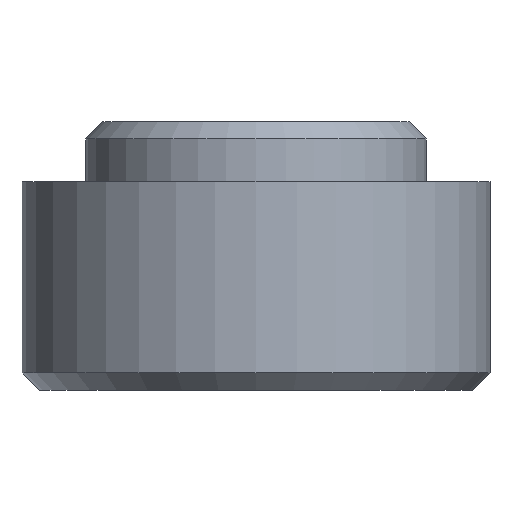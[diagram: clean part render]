
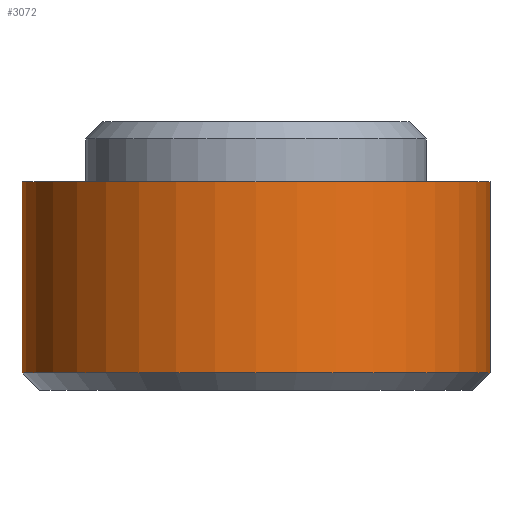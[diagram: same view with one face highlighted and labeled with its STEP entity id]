
A CAD part, left-side view. The second image highlights one B-rep face of the part: STEP entity #3072.
In plain terms, the highlighted cylindrical face has radius 2.75 mm (diameter 5.5 mm), a partial arc.
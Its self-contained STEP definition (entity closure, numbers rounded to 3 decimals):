
#3027 = VERTEX_POINT('',#3028);
#3028 = CARTESIAN_POINT('',(0.,2.75,-2.25));
#3035 = VERTEX_POINT('',#3036);
#3036 = CARTESIAN_POINT('',(0.,-2.75,-2.25));
#3059 = EDGE_CURVE('',#3035,#3027,#3060,.T.);
#3060 = CIRCLE('',#3061,2.75);
#3061 = AXIS2_PLACEMENT_3D('',#3062,#3063,#3064);
#3062 = CARTESIAN_POINT('',(0.,0.,-2.25));
#3063 = DIRECTION('',(0.,0.,-1.));
#3064 = DIRECTION('',(0.,-1.,0.));
#3072 = ADVANCED_FACE('',(#3073),#3099,.T.);
#3073 = FACE_BOUND('',#3074,.T.);
#3074 = EDGE_LOOP('',(#3075,#3083,#3092,#3098));
#3075 = ORIENTED_EDGE('',*,*,#3076,.F.);
#3076 = EDGE_CURVE('',#3077,#3035,#3079,.T.);
#3077 = VERTEX_POINT('',#3078);
#3078 = CARTESIAN_POINT('',(0.,-2.75,0.));
#3079 = LINE('',#3080,#3081);
#3080 = CARTESIAN_POINT('',(0.,-2.75,0.));
#3081 = VECTOR('',#3082,1.);
#3082 = DIRECTION('',(0.,0.,-1.));
#3083 = ORIENTED_EDGE('',*,*,#3084,.T.);
#3084 = EDGE_CURVE('',#3077,#3085,#3087,.T.);
#3085 = VERTEX_POINT('',#3086);
#3086 = CARTESIAN_POINT('',(0.,2.75,0.));
#3087 = CIRCLE('',#3088,2.75);
#3088 = AXIS2_PLACEMENT_3D('',#3089,#3090,#3091);
#3089 = CARTESIAN_POINT('',(0.,0.,0.));
#3090 = DIRECTION('',(0.,0.,-1.));
#3091 = DIRECTION('',(0.,-1.,0.));
#3092 = ORIENTED_EDGE('',*,*,#3093,.T.);
#3093 = EDGE_CURVE('',#3085,#3027,#3094,.T.);
#3094 = LINE('',#3095,#3096);
#3095 = CARTESIAN_POINT('',(0.,2.75,0.));
#3096 = VECTOR('',#3097,1.);
#3097 = DIRECTION('',(0.,0.,-1.));
#3098 = ORIENTED_EDGE('',*,*,#3059,.F.);
#3099 = CYLINDRICAL_SURFACE('',#3100,2.75);
#3100 = AXIS2_PLACEMENT_3D('',#3101,#3102,#3103);
#3101 = CARTESIAN_POINT('',(0.,0.,0.858));
#3102 = DIRECTION('',(0.,0.,-1.));
#3103 = DIRECTION('',(0.,-1.,0.));
